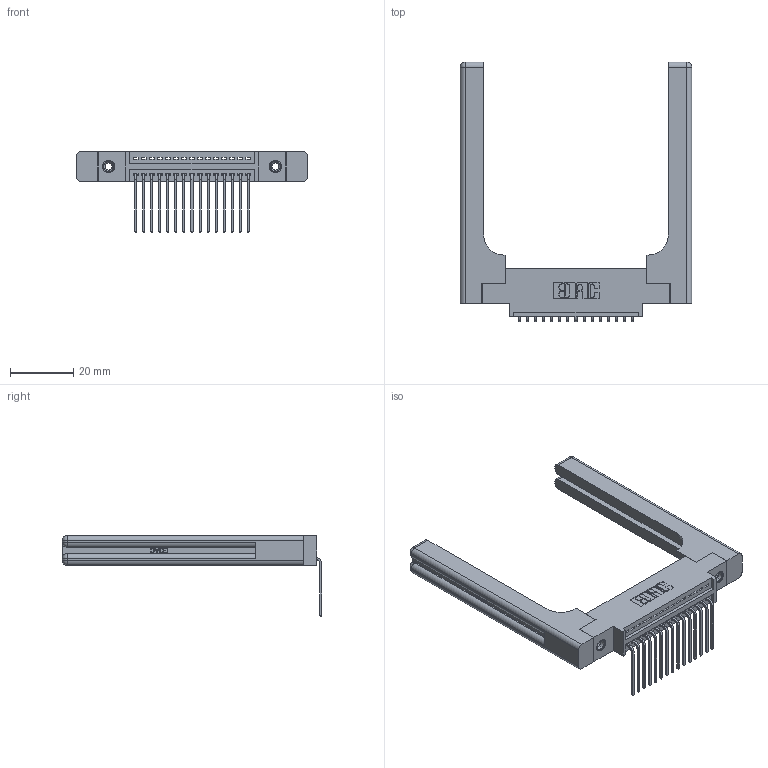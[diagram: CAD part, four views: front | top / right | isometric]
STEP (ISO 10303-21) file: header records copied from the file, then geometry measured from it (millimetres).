
FILE_DESCRIPTION (( 'STEP AP203' ), '1' );
FILE_NAME ('395-015-559-658.STEP', '2019-10-16T15:42:52', ( '' ), ( '' ), 'SwSTEP 2.0', 'SolidWorks 2016', '' );
FILE_SCHEMA (( 'CONFIG_CONTROL_DESIGN' ));
Length unit declared in the file: inch
Products named in the file (5): 395-015-559-658; 345-220-058_345-220-058; 345-292-001_558 559 Tail - 1; 345-250-001_345-250-001-102; 345 Part_0.170 Offset - 0.156 Dia-TH
Assembly tree (20 placements, depth 2):
  395-015-559-658
    345 Part_0.170 Offset - 0.156 Dia-TH
    345-292-001_558 559 Tail - 1  x15
    345-250-001_345-250-001-102  x2
    345-220-058_345-220-058  x2
Bounding box: 73.13 x 82.03 x 25.53 mm (x, y, z)
Volume: 15166 mm3; surface area: 14210.8 mm2
Topology: 20 solids, 20 shells, 1286 faces, 3749 edges, 2458 vertices
Faces by surface type: plane 862, cylinder 364, bspline 36, cone 12, sphere 8, torus 4
Entity records: 20322 total; most frequent: CARTESIAN_POINT 4494, ORIENTED_EDGE 3240, DIRECTION 2910, EDGE_CURVE 1620, VECTOR 1336, LINE 1336, VERTEX_POINT 1070, AXIS2_PLACEMENT_3D 787
